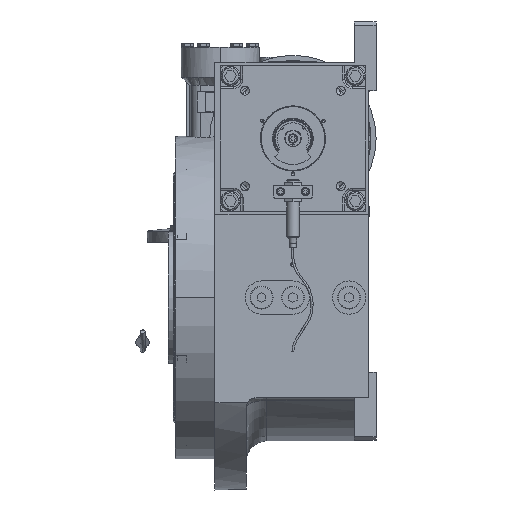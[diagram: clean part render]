
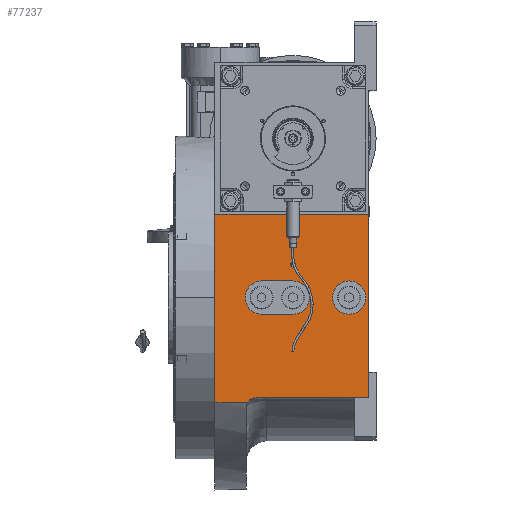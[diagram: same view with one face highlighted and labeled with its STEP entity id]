
A CAD part, left-side view. The second image highlights one B-rep face of the part: STEP entity #77237.
In plain terms, the highlighted planar face has unit normal (-1, 0, 0).
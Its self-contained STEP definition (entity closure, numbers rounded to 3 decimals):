
#255 = EDGE_CURVE ( 'NONE', #28872, #51478, #98149, .T. ) ;
#308 = CIRCLE ( 'NONE', #6824, 2.1 ) ;
#783 = ORIENTED_EDGE ( 'NONE', *, *, #48305, .F. ) ;
#1430 = EDGE_CURVE ( 'NONE', #25679, #10925, #109050, .T. ) ;
#2447 = ORIENTED_EDGE ( 'NONE', *, *, #69790, .F. ) ;
#2520 = FACE_OUTER_BOUND ( 'NONE', #57806, .T. ) ;
#2854 = DIRECTION ( 'NONE',  ( 0., 1., 0. ) ) ;
#3375 = CARTESIAN_POINT ( 'NONE',  ( -155., 75., -100.995 ) ) ;
#3870 = FACE_BOUND ( 'NONE', #118309, .T. ) ;
#4078 = VERTEX_POINT ( 'NONE', #15735 ) ;
#4821 = EDGE_CURVE ( 'NONE', #96771, #24105, #77170, .T. ) ;
#5545 = DIRECTION ( 'NONE',  ( 1., 0., 0. ) ) ;
#6824 = AXIS2_PLACEMENT_3D ( 'NONE', #130067, #5545, #69175 ) ;
#9096 = VECTOR ( 'NONE', #66914, 1000. ) ;
#9682 = VECTOR ( 'NONE', #120068, 1000. ) ;
#10925 = VERTEX_POINT ( 'NONE', #23510 ) ;
#13518 = CARTESIAN_POINT ( 'NONE',  ( -155., 30., -16. ) ) ;
#14135 = FACE_BOUND ( 'NONE', #94598, .T. ) ;
#14760 = CARTESIAN_POINT ( 'NONE',  ( -155., -73., 80. ) ) ;
#15725 = CARTESIAN_POINT ( 'NONE',  ( -155., 35., -96. ) ) ;
#15735 = CARTESIAN_POINT ( 'NONE',  ( -155., -38., 0. ) ) ;
#15920 = DIRECTION ( 'NONE',  ( 0., -1., 0. ) ) ;
#15978 = VECTOR ( 'NONE', #96222, 1000. ) ;
#16126 = CARTESIAN_POINT ( 'NONE',  ( -155., -70., 0. ) ) ;
#18076 = AXIS2_PLACEMENT_3D ( 'NONE', #87346, #44285, #129052 ) ;
#19705 = VERTEX_POINT ( 'NONE', #26250 ) ;
#20213 = AXIS2_PLACEMENT_3D ( 'NONE', #102787, #133594, #61064 ) ;
#21788 = CIRCLE ( 'NONE', #98248, 16. ) ;
#23249 = ORIENTED_EDGE ( 'NONE', *, *, #126183, .F. ) ;
#23510 = CARTESIAN_POINT ( 'NONE',  ( -155., -2.1, 32. ) ) ;
#23748 = ORIENTED_EDGE ( 'NONE', *, *, #87124, .T. ) ;
#24105 = VERTEX_POINT ( 'NONE', #55641 ) ;
#25679 = VERTEX_POINT ( 'NONE', #134487 ) ;
#25919 = CIRCLE ( 'NONE', #60875, 16. ) ;
#25935 = VECTOR ( 'NONE', #2854, 1000. ) ;
#26250 = CARTESIAN_POINT ( 'NONE',  ( -155., -73., -96. ) ) ;
#27412 = EDGE_CURVE ( 'NONE', #51478, #113654, #47699, .T. ) ;
#27929 = EDGE_CURVE ( 'NONE', #10925, #25679, #43411, .T. ) ;
#28872 = VERTEX_POINT ( 'NONE', #104193 ) ;
#29919 = ORIENTED_EDGE ( 'NONE', *, *, #255, .F. ) ;
#31468 = CARTESIAN_POINT ( 'NONE',  ( -155., -2.1, 60. ) ) ;
#31554 = ORIENTED_EDGE ( 'NONE', *, *, #32471, .F. ) ;
#32471 = EDGE_CURVE ( 'NONE', #125550, #4078, #21788, .T. ) ;
#34572 = EDGE_CURVE ( 'NONE', #100129, #66681, #308, .T. ) ;
#35060 = DIRECTION ( 'NONE',  ( -1., 0., 0. ) ) ;
#37294 = LINE ( 'NONE', #88625, #9682 ) ;
#39719 = DIRECTION ( 'NONE',  ( 0., -1., 0. ) ) ;
#42564 = ORIENTED_EDGE ( 'NONE', *, *, #4821, .T. ) ;
#43411 = CIRCLE ( 'NONE', #119852, 2.1 ) ;
#44285 = DIRECTION ( 'NONE',  ( -1., 0., 0. ) ) ;
#45051 = DIRECTION ( 'NONE',  ( 1., 0., 0. ) ) ;
#45619 = PLANE ( 'NONE',  #18076 ) ;
#45930 = DIRECTION ( 'NONE',  ( 0., 0., 1. ) ) ;
#46171 = DIRECTION ( 'NONE',  ( 0., 1., 0. ) ) ;
#47699 = CIRCLE ( 'NONE', #65162, 16. ) ;
#47903 = DIRECTION ( 'NONE',  ( -1., 0., 0. ) ) ;
#48305 = EDGE_CURVE ( 'NONE', #113654, #123924, #97010, .T. ) ;
#50114 = DIRECTION ( 'NONE',  ( -1., 0., 0. ) ) ;
#50770 = ORIENTED_EDGE ( 'NONE', *, *, #86048, .T. ) ;
#51207 = CARTESIAN_POINT ( 'NONE',  ( -155., 0., -16. ) ) ;
#51478 = VERTEX_POINT ( 'NONE', #63173 ) ;
#51533 = DIRECTION ( 'NONE',  ( 1., 0., 0. ) ) ;
#54528 = FACE_BOUND ( 'NONE', #125438, .T. ) ;
#55250 = EDGE_CURVE ( 'NONE', #4078, #125550, #72650, .T. ) ;
#55641 = CARTESIAN_POINT ( 'NONE',  ( -155., 75., 80. ) ) ;
#55889 = FACE_BOUND ( 'NONE', #100314, .T. ) ;
#57073 = DIRECTION ( 'NONE',  ( 1., 0., 0. ) ) ;
#57806 = EDGE_LOOP ( 'NONE', ( #50770, #42564, #23249, #2447, #97506, #107032 ) ) ;
#58944 = ORIENTED_EDGE ( 'NONE', *, *, #27412, .F. ) ;
#60368 = CARTESIAN_POINT ( 'NONE',  ( -155., -54., 0. ) ) ;
#60875 = AXIS2_PLACEMENT_3D ( 'NONE', #119737, #47903, #80712 ) ;
#61064 = DIRECTION ( 'NONE',  ( 0., 1., 0. ) ) ;
#61758 = CARTESIAN_POINT ( 'NONE',  ( -155., 0., 32. ) ) ;
#63173 = CARTESIAN_POINT ( 'NONE',  ( -155., 30., 16. ) ) ;
#64501 = EDGE_CURVE ( 'NONE', #19705, #93502, #37294, .T. ) ;
#65162 = AXIS2_PLACEMENT_3D ( 'NONE', #128763, #35060, #130779 ) ;
#66681 = VERTEX_POINT ( 'NONE', #31468 ) ;
#66914 = DIRECTION ( 'NONE',  ( 0., 1., 0. ) ) ;
#69175 = DIRECTION ( 'NONE',  ( 0., 1., 0. ) ) ;
#69790 = EDGE_CURVE ( 'NONE', #132740, #70042, #96573, .T. ) ;
#70042 = VERTEX_POINT ( 'NONE', #3375 ) ;
#70509 = CARTESIAN_POINT ( 'NONE',  ( -155., 0., 60. ) ) ;
#71184 = CARTESIAN_POINT ( 'NONE',  ( -155., 30., -16. ) ) ;
#72650 = CIRCLE ( 'NONE', #20213, 16. ) ;
#75032 = LINE ( 'NONE', #95564, #15978 ) ;
#77170 = LINE ( 'NONE', #129824, #9096 ) ;
#77237 = ADVANCED_FACE ( 'NONE', ( #3870, #14135, #54528, #55889, #2520 ), #45619, .T. ) ;
#77613 = CARTESIAN_POINT ( 'NONE',  ( -155., 0., 32. ) ) ;
#78274 = DIRECTION ( 'NONE',  ( 0., 1., 0. ) ) ;
#79457 = CARTESIAN_POINT ( 'NONE',  ( -155., 43.657, -100.995 ) ) ;
#80712 = DIRECTION ( 'NONE',  ( 0., 0., -1. ) ) ;
#86048 = EDGE_CURVE ( 'NONE', #19705, #96771, #75032, .T. ) ;
#87124 = EDGE_CURVE ( 'NONE', #66681, #100129, #125449, .T. ) ;
#87346 = CARTESIAN_POINT ( 'NONE',  ( -155., -73., -100.995 ) ) ;
#88625 = CARTESIAN_POINT ( 'NONE',  ( -155., -73., -96. ) ) ;
#90510 = AXIS2_PLACEMENT_3D ( 'NONE', #70509, #112921, #39719 ) ;
#91247 = VECTOR ( 'NONE', #108633, 1000. ) ;
#93502 = VERTEX_POINT ( 'NONE', #15725 ) ;
#94598 = EDGE_LOOP ( 'NONE', ( #31554, #132338 ) ) ;
#95341 = EDGE_CURVE ( 'NONE', #123924, #28872, #25919, .T. ) ;
#95564 = CARTESIAN_POINT ( 'NONE',  ( -155., -73., -96. ) ) ;
#96222 = DIRECTION ( 'NONE',  ( 0., 0., 1. ) ) ;
#96573 = LINE ( 'NONE', #117775, #25935 ) ;
#96771 = VERTEX_POINT ( 'NONE', #14760 ) ;
#97010 = LINE ( 'NONE', #13518, #91247 ) ;
#97506 = ORIENTED_EDGE ( 'NONE', *, *, #101378, .T. ) ;
#98149 = LINE ( 'NONE', #129609, #118864 ) ;
#98248 = AXIS2_PLACEMENT_3D ( 'NONE', #60368, #50114, #15920 ) ;
#100129 = VERTEX_POINT ( 'NONE', #107173 ) ;
#100314 = EDGE_LOOP ( 'NONE', ( #109596, #23748 ) ) ;
#101378 = EDGE_CURVE ( 'NONE', #132740, #93502, #107736, .T. ) ;
#102497 = AXIS2_PLACEMENT_3D ( 'NONE', #77613, #57073, #78274 ) ;
#102787 = CARTESIAN_POINT ( 'NONE',  ( -155., -54., 0. ) ) ;
#104193 = CARTESIAN_POINT ( 'NONE',  ( -155., 0., 16. ) ) ;
#104692 = ORIENTED_EDGE ( 'NONE', *, *, #1430, .T. ) ;
#105601 = AXIS2_PLACEMENT_3D ( 'NONE', #107277, #45051, #108636 ) ;
#107032 = ORIENTED_EDGE ( 'NONE', *, *, #64501, .F. ) ;
#107173 = CARTESIAN_POINT ( 'NONE',  ( -155., 2.1, 60. ) ) ;
#107277 = CARTESIAN_POINT ( 'NONE',  ( -155., 35., -106. ) ) ;
#107736 = CIRCLE ( 'NONE', #105601, 10. ) ;
#108633 = DIRECTION ( 'NONE',  ( 0., -1., 0. ) ) ;
#108636 = DIRECTION ( 'NONE',  ( 0., 0.866, 0.5 ) ) ;
#109050 = CIRCLE ( 'NONE', #102497, 2.1 ) ;
#109596 = ORIENTED_EDGE ( 'NONE', *, *, #34572, .T. ) ;
#112755 = ORIENTED_EDGE ( 'NONE', *, *, #27929, .T. ) ;
#112921 = DIRECTION ( 'NONE',  ( 1., 0., 0. ) ) ;
#113654 = VERTEX_POINT ( 'NONE', #71184 ) ;
#113697 = VECTOR ( 'NONE', #45930, 1000. ) ;
#114435 = DIRECTION ( 'NONE',  ( 0., -1., 0. ) ) ;
#117775 = CARTESIAN_POINT ( 'NONE',  ( -155., 43.657, -100.995 ) ) ;
#118309 = EDGE_LOOP ( 'NONE', ( #29919, #120827, #783, #58944 ) ) ;
#118864 = VECTOR ( 'NONE', #46171, 1000. ) ;
#119737 = CARTESIAN_POINT ( 'NONE',  ( -155., 0., 0. ) ) ;
#119852 = AXIS2_PLACEMENT_3D ( 'NONE', #61758, #51533, #114435 ) ;
#120068 = DIRECTION ( 'NONE',  ( 0., 1., 0. ) ) ;
#120827 = ORIENTED_EDGE ( 'NONE', *, *, #95341, .F. ) ;
#123924 = VERTEX_POINT ( 'NONE', #51207 ) ;
#125438 = EDGE_LOOP ( 'NONE', ( #104692, #112755 ) ) ;
#125449 = CIRCLE ( 'NONE', #90510, 2.1 ) ;
#125550 = VERTEX_POINT ( 'NONE', #16126 ) ;
#126183 = EDGE_CURVE ( 'NONE', #70042, #24105, #130055, .T. ) ;
#128763 = CARTESIAN_POINT ( 'NONE',  ( -155., 30., 0. ) ) ;
#129052 = DIRECTION ( 'NONE',  ( 0., 0., 1. ) ) ;
#129609 = CARTESIAN_POINT ( 'NONE',  ( -155., 0., 16. ) ) ;
#129824 = CARTESIAN_POINT ( 'NONE',  ( -155., -73., 80. ) ) ;
#130055 = LINE ( 'NONE', #130721, #113697 ) ;
#130067 = CARTESIAN_POINT ( 'NONE',  ( -155., 0., 60. ) ) ;
#130721 = CARTESIAN_POINT ( 'NONE',  ( -155., 75., -100.995 ) ) ;
#130779 = DIRECTION ( 'NONE',  ( 0., 0., 1. ) ) ;
#132338 = ORIENTED_EDGE ( 'NONE', *, *, #55250, .F. ) ;
#132740 = VERTEX_POINT ( 'NONE', #79457 ) ;
#133594 = DIRECTION ( 'NONE',  ( -1., 0., 0. ) ) ;
#134487 = CARTESIAN_POINT ( 'NONE',  ( -155., 2.1, 32. ) ) ;
